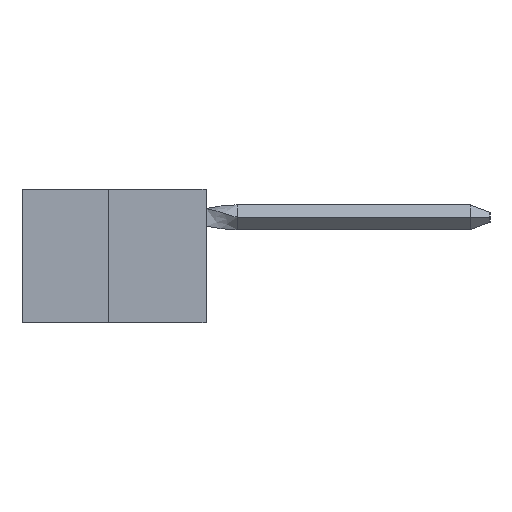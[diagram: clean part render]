
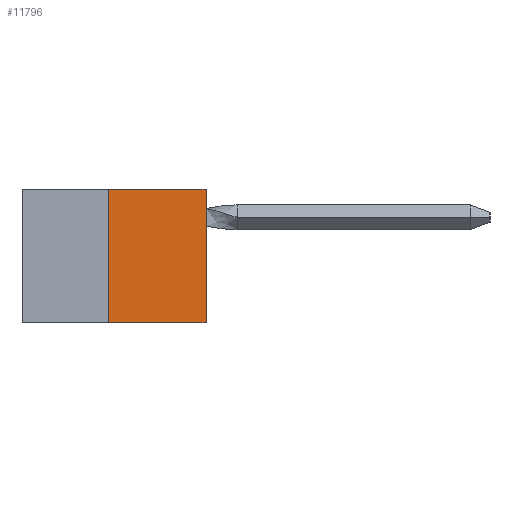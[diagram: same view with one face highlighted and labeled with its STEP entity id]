
A CAD part, left-side view. The second image highlights one B-rep face of the part: STEP entity #11796.
In plain terms, the highlighted planar face has unit normal (-1, 0, 0).
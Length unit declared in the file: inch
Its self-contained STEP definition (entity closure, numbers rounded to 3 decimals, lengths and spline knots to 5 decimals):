
#1471 = DIRECTION ( 'NONE',  ( 1., 0., 0. ) ) ;
#2807 = VECTOR ( 'NONE', #19532, 39.37008 ) ;
#3298 = AXIS2_PLACEMENT_3D ( 'NONE', #19405, #1471, #4683 ) ;
#4683 = DIRECTION ( 'NONE',  ( 0., 0., -1. ) ) ;
#6510 = LINE ( 'NONE', #13305, #2807 ) ;
#7584 = VERTEX_POINT ( 'NONE', #18618 ) ;
#7900 = EDGE_CURVE ( 'NONE', #18787, #7584, #22084, .T. ) ;
#9740 = EDGE_CURVE ( 'NONE', #18521, #23175, #33878, .T. ) ;
#10226 = FACE_OUTER_BOUND ( 'NONE', #16011, .T. ) ;
#10753 = CARTESIAN_POINT ( 'NONE',  ( 0., 0., 0. ) ) ;
#11796 = ADVANCED_FACE ( 'NONE', ( #10226 ), #22357, .F. ) ;
#11853 = EDGE_CURVE ( 'NONE', #7584, #23175, #6510, .T. ) ;
#12548 = CARTESIAN_POINT ( 'NONE',  ( 0., 0.25, -0.343 ) ) ;
#13305 = CARTESIAN_POINT ( 'NONE',  ( 0., 0.473, 0. ) ) ;
#14342 = CARTESIAN_POINT ( 'NONE',  ( 0., 0.25, 0. ) ) ;
#16011 = EDGE_LOOP ( 'NONE', ( #34527, #16453, #33727, #24009 ) ) ;
#16453 = ORIENTED_EDGE ( 'NONE', *, *, #7900, .F. ) ;
#17056 = DIRECTION ( 'NONE',  ( 0., 0., 1. ) ) ;
#17950 = DIRECTION ( 'NONE',  ( 0., 0., 1. ) ) ;
#18239 = LINE ( 'NONE', #31983, #36221 ) ;
#18521 = VERTEX_POINT ( 'NONE', #29337 ) ;
#18618 = CARTESIAN_POINT ( 'NONE',  ( 0., 0.25, 0. ) ) ;
#18787 = VERTEX_POINT ( 'NONE', #12548 ) ;
#19131 = VECTOR ( 'NONE', #17950, 39.37008 ) ;
#19405 = CARTESIAN_POINT ( 'NONE',  ( 0., 0.473, 0. ) ) ;
#19532 = DIRECTION ( 'NONE',  ( 0., -1., 0. ) ) ;
#20576 = CARTESIAN_POINT ( 'NONE',  ( 0., 0., 0. ) ) ;
#21875 = EDGE_CURVE ( 'NONE', #18787, #18521, #18239, .T. ) ;
#22084 = LINE ( 'NONE', #14342, #35006 ) ;
#22357 = PLANE ( 'NONE',  #3298 ) ;
#23175 = VERTEX_POINT ( 'NONE', #10753 ) ;
#24009 = ORIENTED_EDGE ( 'NONE', *, *, #9740, .T. ) ;
#29337 = CARTESIAN_POINT ( 'NONE',  ( 0., 0., -0.343 ) ) ;
#31983 = CARTESIAN_POINT ( 'NONE',  ( 0., 0.473, -0.343 ) ) ;
#33727 = ORIENTED_EDGE ( 'NONE', *, *, #21875, .T. ) ;
#33878 = LINE ( 'NONE', #20576, #19131 ) ;
#34527 = ORIENTED_EDGE ( 'NONE', *, *, #11853, .F. ) ;
#35006 = VECTOR ( 'NONE', #17056, 39.37008 ) ;
#36221 = VECTOR ( 'NONE', #37485, 39.37008 ) ;
#37485 = DIRECTION ( 'NONE',  ( 0., -1., 0. ) ) ;
